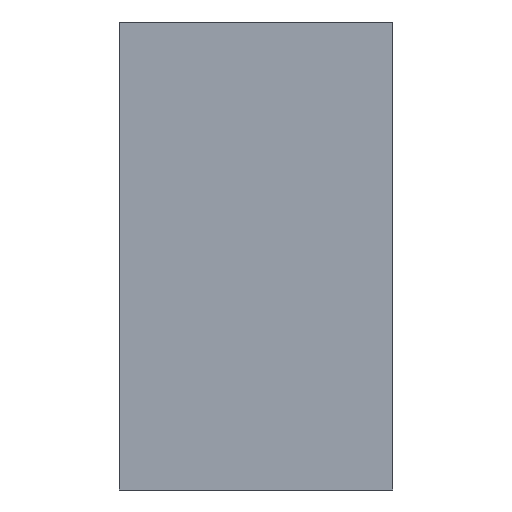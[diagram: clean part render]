
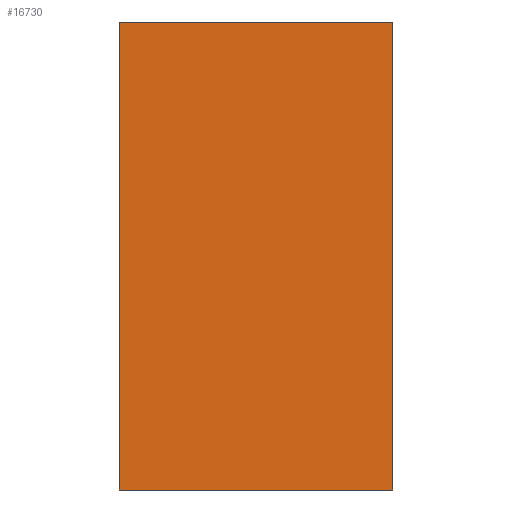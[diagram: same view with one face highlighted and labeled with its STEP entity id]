
A CAD part, front view. The second image highlights one B-rep face of the part: STEP entity #16730.
In plain terms, the highlighted face is planar.
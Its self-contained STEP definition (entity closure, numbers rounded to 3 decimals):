
#152 = CARTESIAN_POINT ( 'NONE',  ( -3.25, 0., 0. ) ) ;
#848 = ORIENTED_EDGE ( 'NONE', *, *, #16714, .T. ) ;
#1550 = LINE ( 'NONE', #11616, #10682 ) ;
#1994 = DIRECTION ( 'NONE',  ( 0., 0., 1. ) ) ;
#2463 = VECTOR ( 'NONE', #16541, 1000. ) ;
#2469 = CARTESIAN_POINT ( 'NONE',  ( 3.25, 3.8, 0. ) ) ;
#2534 = EDGE_CURVE ( 'NONE', #12253, #16929, #8055, .T. ) ;
#3266 = FACE_OUTER_BOUND ( 'NONE', #7567, .T. ) ;
#3503 = DIRECTION ( 'NONE',  ( 0., 1., 0. ) ) ;
#3561 = PLANE ( 'NONE',  #7781 ) ;
#3955 = CARTESIAN_POINT ( 'NONE',  ( -3.25, 3.8, 0. ) ) ;
#4407 = ORIENTED_EDGE ( 'NONE', *, *, #11637, .F. ) ;
#4917 = CARTESIAN_POINT ( 'NONE',  ( 3.25, 3.8, 0. ) ) ;
#7530 = ORIENTED_EDGE ( 'NONE', *, *, #10568, .T. ) ;
#7567 = EDGE_LOOP ( 'NONE', ( #848, #4407, #16643, #7530 ) ) ;
#7628 = CARTESIAN_POINT ( 'NONE',  ( 3.25, 3.8, 0. ) ) ;
#7753 = VERTEX_POINT ( 'NONE', #3955 ) ;
#7781 = AXIS2_PLACEMENT_3D ( 'NONE', #4917, #1994, #10373 ) ;
#7884 = VECTOR ( 'NONE', #11892, 1000. ) ;
#8055 = LINE ( 'NONE', #11541, #16171 ) ;
#10373 = DIRECTION ( 'NONE',  ( 0., -1., 0. ) ) ;
#10568 = EDGE_CURVE ( 'NONE', #12253, #16473, #14100, .T. ) ;
#10682 = VECTOR ( 'NONE', #3503, 1000. ) ;
#11541 = CARTESIAN_POINT ( 'NONE',  ( 3.25, 3.8, 0. ) ) ;
#11616 = CARTESIAN_POINT ( 'NONE',  ( -3.25, 3.8, 0. ) ) ;
#11637 = EDGE_CURVE ( 'NONE', #16929, #7753, #11934, .T. ) ;
#11892 = DIRECTION ( 'NONE',  ( -1., 0., 0. ) ) ;
#11934 = LINE ( 'NONE', #2469, #7884 ) ;
#12253 = VERTEX_POINT ( 'NONE', #12461 ) ;
#12461 = CARTESIAN_POINT ( 'NONE',  ( 3.25, 0., 0. ) ) ;
#12949 = DIRECTION ( 'NONE',  ( 0., 1., 0. ) ) ;
#13943 = CARTESIAN_POINT ( 'NONE',  ( 3.25, 0., 0. ) ) ;
#14100 = LINE ( 'NONE', #13943, #2463 ) ;
#16171 = VECTOR ( 'NONE', #12949, 1000. ) ;
#16473 = VERTEX_POINT ( 'NONE', #152 ) ;
#16541 = DIRECTION ( 'NONE',  ( -1., 0., 0. ) ) ;
#16643 = ORIENTED_EDGE ( 'NONE', *, *, #2534, .F. ) ;
#16714 = EDGE_CURVE ( 'NONE', #16473, #7753, #1550, .T. ) ;
#16730 = ADVANCED_FACE ( 'NONE', ( #3266 ), #3561, .F. ) ;
#16929 = VERTEX_POINT ( 'NONE', #7628 ) ;
